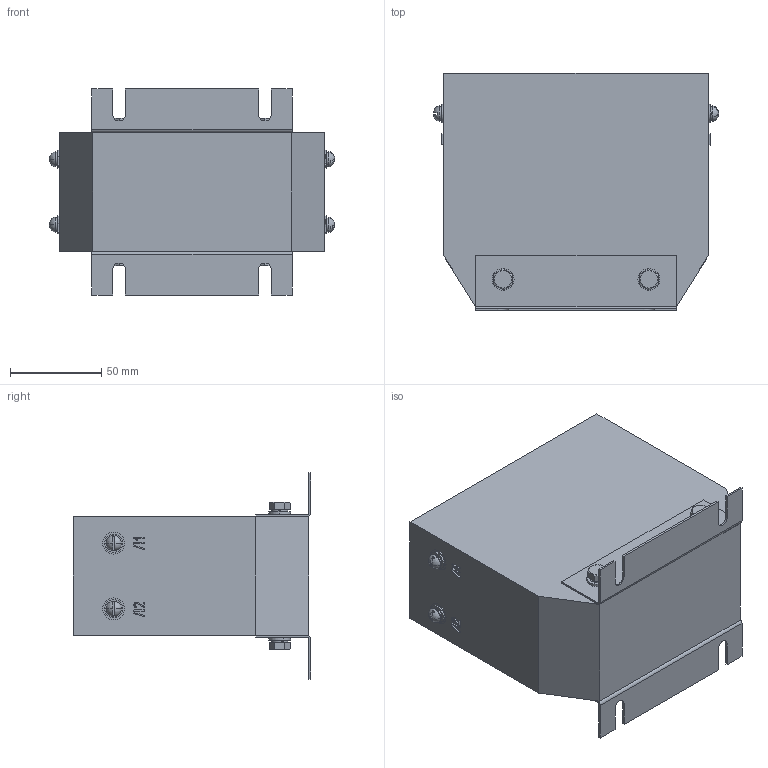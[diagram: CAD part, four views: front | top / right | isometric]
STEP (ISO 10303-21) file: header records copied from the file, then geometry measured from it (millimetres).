
FILE_DESCRIPTION (( 'STEP AP214' ), '1' );
FILE_NAME ('眣-0,66-眓.STEP', '2023-08-10T19:38:48', ( '' ), ( '' ), 'SwSTEP 2.0', 'SolidWorks 2019', '' );
FILE_SCHEMA (( 'AUTOMOTIVE_DESIGN' ));
Length unit declared in the file: millimetre
Products named in the file (1): 眣-0,66-眓
Bounding box: 156.52 x 130.1 x 113 mm (x, y, z)
Volume: 1196691.3 mm3; surface area: 89248.6 mm2
Topology: 25 solids, 25 shells, 423 faces, 990 edges, 644 vertices
Faces by surface type: plane 199, cylinder 102, bspline 74, cone 24, torus 16, sphere 8
Entity records: 19247 total; most frequent: CARTESIAN_POINT 4972, ORIENTED_EDGE 1980, DIRECTION 1778, EDGE_CURVE 990, VERTEX_POINT 644, AXIS2_PLACEMENT_3D 642, LINE 494, VECTOR 494
